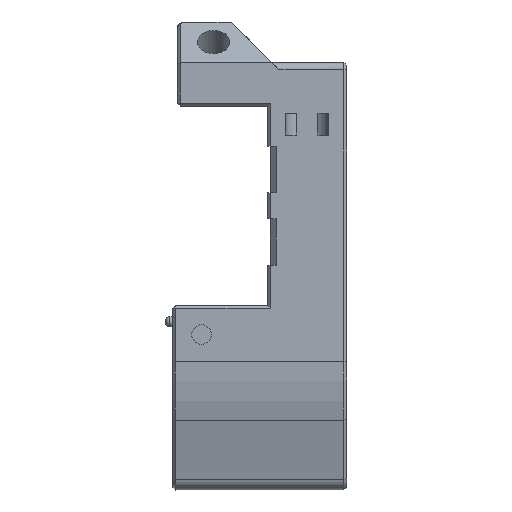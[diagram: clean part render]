
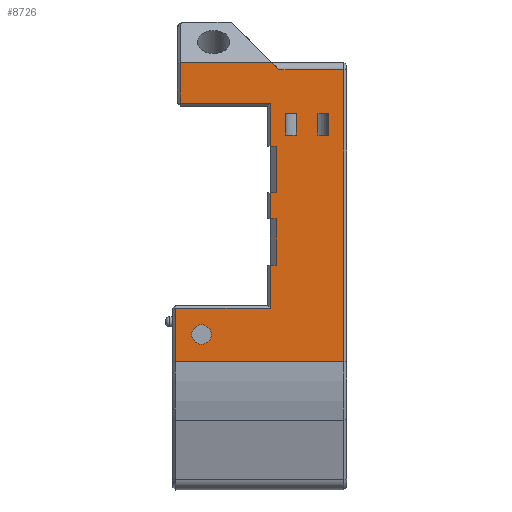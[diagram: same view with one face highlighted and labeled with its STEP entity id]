
A CAD part, left-side view. The second image highlights one B-rep face of the part: STEP entity #8726.
In plain terms, the highlighted planar face has unit normal (-1, 0, 0).
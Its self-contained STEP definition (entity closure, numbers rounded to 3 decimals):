
#184=FACE_BOUND('',#1246,.T.);
#185=FACE_BOUND('',#1247,.T.);
#186=FACE_BOUND('',#1248,.T.);
#343=CIRCLE('',#9361,1.35);
#745=FACE_OUTER_BOUND('',#1245,.T.);
#1245=EDGE_LOOP('',(#7187,#7188,#7189,#7190,#7191,#7192,#7193,#7194,#7195,
#7196,#7197,#7198,#7199,#7200,#7201,#7202,#7203,#7204));
#1246=EDGE_LOOP('',(#7205,#7206,#7207,#7208));
#1247=EDGE_LOOP('',(#7209,#7210,#7211,#7212));
#1248=EDGE_LOOP('',(#7213));
#1426=LINE('',#12122,#2429);
#1462=LINE('',#12369,#2465);
#1520=LINE('',#12506,#2523);
#1525=LINE('',#12515,#2528);
#1526=LINE('',#12518,#2529);
#1593=LINE('',#12800,#2596);
#1595=LINE('',#12806,#2598);
#1596=LINE('',#12810,#2599);
#1597=LINE('',#12814,#2600);
#1598=LINE('',#12817,#2601);
#1599=LINE('',#12820,#2602);
#1600=LINE('',#12823,#2603);
#1601=LINE('',#12825,#2604);
#1602=LINE('',#12826,#2605);
#1638=LINE('',#12939,#2641);
#1807=LINE('',#13276,#2810);
#1814=LINE('',#13285,#2817);
#1949=LINE('',#13653,#2952);
#1981=LINE('',#13718,#2984);
#2000=LINE('',#13754,#3003);
#2015=LINE('',#13793,#3018);
#2018=LINE('',#13798,#3021);
#2049=LINE('',#13901,#3052);
#2141=LINE('',#14310,#3144);
#2143=LINE('',#14317,#3146);
#2144=LINE('',#14318,#3147);
#2429=VECTOR('',#9617,10.);
#2465=VECTOR('',#9721,10.);
#2523=VECTOR('',#9831,10.);
#2528=VECTOR('',#9838,10.);
#2529=VECTOR('',#9841,10.);
#2596=VECTOR('',#10060,10.);
#2598=VECTOR('',#10066,10.);
#2599=VECTOR('',#10069,10.);
#2600=VECTOR('',#10074,10.);
#2601=VECTOR('',#10077,10.);
#2602=VECTOR('',#10080,10.);
#2603=VECTOR('',#10083,10.);
#2604=VECTOR('',#10086,10.);
#2605=VECTOR('',#10087,10.);
#2641=VECTOR('',#10203,10.);
#2810=VECTOR('',#10482,10.);
#2817=VECTOR('',#10493,10.);
#2952=VECTOR('',#10762,10.);
#2984=VECTOR('',#10798,10.);
#3003=VECTOR('',#10835,10.);
#3018=VECTOR('',#10882,10.);
#3021=VECTOR('',#10889,10.);
#3052=VECTOR('',#10948,10.);
#3144=VECTOR('',#11234,10.);
#3146=VECTOR('',#11242,10.);
#3147=VECTOR('',#11243,10.);
#3422=VERTEX_POINT('',#11990);
#3432=VERTEX_POINT('',#12120);
#3473=VERTEX_POINT('',#12359);
#3476=VERTEX_POINT('',#12367);
#3529=VERTEX_POINT('',#12505);
#3532=VERTEX_POINT('',#12513);
#3533=VERTEX_POINT('',#12517);
#3583=VERTEX_POINT('',#12804);
#3584=VERTEX_POINT('',#12805);
#3585=VERTEX_POINT('',#12807);
#3586=VERTEX_POINT('',#12809);
#3587=VERTEX_POINT('',#12813);
#3588=VERTEX_POINT('',#12815);
#3589=VERTEX_POINT('',#12819);
#3590=VERTEX_POINT('',#12821);
#3625=VERTEX_POINT('',#12935);
#3627=VERTEX_POINT('',#12938);
#3740=VERTEX_POINT('',#13275);
#3893=VERTEX_POINT('',#13650);
#3894=VERTEX_POINT('',#13652);
#3925=VERTEX_POINT('',#13716);
#3930=VERTEX_POINT('',#13736);
#3933=VERTEX_POINT('',#13752);
#3941=VERTEX_POINT('',#13792);
#3974=VERTEX_POINT('',#13900);
#4037=VERTEX_POINT('',#14312);
#4038=VERTEX_POINT('',#14316);
#4252=EDGE_CURVE('',#3432,#3422,#1426,.T.);
#4312=EDGE_CURVE('',#3476,#3473,#1462,.T.);
#4379=EDGE_CURVE('',#3529,#3432,#1520,.T.);
#4384=EDGE_CURVE('',#3532,#3529,#1525,.T.);
#4385=EDGE_CURVE('',#3422,#3533,#1526,.T.);
#4484=EDGE_CURVE('',#3533,#3476,#1593,.T.);
#4486=EDGE_CURVE('',#3583,#3584,#1595,.T.);
#4488=EDGE_CURVE('',#3585,#3586,#1596,.T.);
#4490=EDGE_CURVE('',#3584,#3587,#1597,.T.);
#4492=EDGE_CURVE('',#3588,#3585,#1598,.T.);
#4493=EDGE_CURVE('',#3587,#3589,#1599,.T.);
#4495=EDGE_CURVE('',#3590,#3588,#1600,.T.);
#4496=EDGE_CURVE('',#3589,#3583,#1601,.T.);
#4497=EDGE_CURVE('',#3586,#3590,#1602,.T.);
#4549=EDGE_CURVE('',#3627,#3625,#1638,.T.);
#4718=EDGE_CURVE('',#3740,#3627,#1807,.T.);
#4725=EDGE_CURVE('',#3532,#3740,#1814,.T.);
#4904=EDGE_CURVE('',#3894,#3893,#1949,.T.);
#4937=EDGE_CURVE('',#3925,#3625,#1981,.T.);
#4956=EDGE_CURVE('',#3933,#3930,#2000,.T.);
#4975=EDGE_CURVE('',#3930,#3941,#2015,.T.);
#4978=EDGE_CURVE('',#3941,#3893,#2018,.T.);
#5021=EDGE_CURVE('',#3473,#3974,#2049,.T.);
#5153=EDGE_CURVE('',#3974,#3933,#2141,.T.);
#5154=EDGE_CURVE('',#4037,#4037,#343,.T.);
#5156=EDGE_CURVE('',#3925,#4038,#2143,.T.);
#5157=EDGE_CURVE('',#4038,#3894,#2144,.T.);
#7187=ORIENTED_EDGE('',*,*,#4937,.F.);
#7188=ORIENTED_EDGE('',*,*,#5156,.T.);
#7189=ORIENTED_EDGE('',*,*,#5157,.T.);
#7190=ORIENTED_EDGE('',*,*,#4904,.T.);
#7191=ORIENTED_EDGE('',*,*,#4978,.F.);
#7192=ORIENTED_EDGE('',*,*,#4975,.F.);
#7193=ORIENTED_EDGE('',*,*,#4956,.F.);
#7194=ORIENTED_EDGE('',*,*,#5153,.F.);
#7195=ORIENTED_EDGE('',*,*,#5021,.F.);
#7196=ORIENTED_EDGE('',*,*,#4312,.F.);
#7197=ORIENTED_EDGE('',*,*,#4484,.F.);
#7198=ORIENTED_EDGE('',*,*,#4385,.F.);
#7199=ORIENTED_EDGE('',*,*,#4252,.F.);
#7200=ORIENTED_EDGE('',*,*,#4379,.F.);
#7201=ORIENTED_EDGE('',*,*,#4384,.F.);
#7202=ORIENTED_EDGE('',*,*,#4725,.T.);
#7203=ORIENTED_EDGE('',*,*,#4718,.T.);
#7204=ORIENTED_EDGE('',*,*,#4549,.T.);
#7205=ORIENTED_EDGE('',*,*,#4488,.F.);
#7206=ORIENTED_EDGE('',*,*,#4492,.F.);
#7207=ORIENTED_EDGE('',*,*,#4495,.F.);
#7208=ORIENTED_EDGE('',*,*,#4497,.F.);
#7209=ORIENTED_EDGE('',*,*,#4486,.F.);
#7210=ORIENTED_EDGE('',*,*,#4496,.F.);
#7211=ORIENTED_EDGE('',*,*,#4493,.F.);
#7212=ORIENTED_EDGE('',*,*,#4490,.F.);
#7213=ORIENTED_EDGE('',*,*,#5154,.T.);
#8284=PLANE('',#9362);
#8726=ADVANCED_FACE('',(#745,#184,#185,#186),#8284,.F.);
#9361=AXIS2_PLACEMENT_3D('',#14313,#11237,#11238);
#9362=AXIS2_PLACEMENT_3D('',#14315,#11240,#11241);
#9617=DIRECTION('',(0.,0.,1.));
#9721=DIRECTION('',(0.,-1.,0.));
#9831=DIRECTION('',(0.,1.,0.));
#9838=DIRECTION('',(0.,0.,1.));
#9841=DIRECTION('',(0.,-1.,0.));
#10060=DIRECTION('',(0.,-0.707,-0.707));
#10066=DIRECTION('',(0.,0.,-1.));
#10069=DIRECTION('',(0.,0.,1.));
#10074=DIRECTION('',(0.,-1.,0.));
#10077=DIRECTION('',(0.,-1.,0.));
#10080=DIRECTION('',(0.,0.,1.));
#10083=DIRECTION('',(0.,0.,-1.));
#10086=DIRECTION('',(0.,1.,0.));
#10087=DIRECTION('',(0.,1.,0.));
#10203=DIRECTION('',(0.,1.,0.));
#10482=DIRECTION('',(0.,0.,-1.));
#10493=DIRECTION('',(0.,-1.,0.));
#10762=DIRECTION('',(0.,1.,0.));
#10798=DIRECTION('',(0.,0.,1.));
#10835=DIRECTION('',(0.,0.,1.));
#10882=DIRECTION('',(0.,-1.,0.));
#10889=DIRECTION('',(0.,0.,1.));
#10948=DIRECTION('',(0.,0.,-1.));
#11234=DIRECTION('',(0.,1.,0.));
#11237=DIRECTION('center_axis',(1.,0.,0.));
#11238=DIRECTION('ref_axis',(0.,-1.,0.));
#11240=DIRECTION('center_axis',(1.,0.,0.));
#11241=DIRECTION('ref_axis',(0.,1.,0.));
#11242=DIRECTION('',(0.,-1.,0.));
#11243=DIRECTION('',(0.,0.,-1.));
#11990=CARTESIAN_POINT('',(105.099,172.088,131.45));
#12120=CARTESIAN_POINT('',(105.099,172.088,125.85));
#12122=CARTESIAN_POINT('',(105.099,172.088,118.601));
#12359=CARTESIAN_POINT('',(105.099,149.55,130.45));
#12367=CARTESIAN_POINT('',(105.099,158.488,130.45));
#12369=CARTESIAN_POINT('',(105.099,155.4,130.45));
#12505=CARTESIAN_POINT('',(105.099,159.658,125.85));
#12506=CARTESIAN_POINT('',(105.099,166.15,125.85));
#12513=CARTESIAN_POINT('',(105.099,159.658,119.9));
#12515=CARTESIAN_POINT('',(105.099,159.658,117.101));
#12517=CARTESIAN_POINT('',(105.099,159.488,131.45));
#12518=CARTESIAN_POINT('',(105.099,172.488,131.45));
#12800=CARTESIAN_POINT('',(105.099,154.229,126.191));
#12804=CARTESIAN_POINT('',(105.099,153.104,124.45));
#12805=CARTESIAN_POINT('',(105.099,153.104,121.45));
#12806=CARTESIAN_POINT('',(105.099,153.104,126.95));
#12807=CARTESIAN_POINT('',(105.099,156.104,121.45));
#12809=CARTESIAN_POINT('',(105.099,156.104,124.45));
#12810=CARTESIAN_POINT('',(105.099,156.104,126.95));
#12813=CARTESIAN_POINT('',(105.099,151.604,121.45));
#12814=CARTESIAN_POINT('',(105.099,156.377,121.45));
#12815=CARTESIAN_POINT('',(105.099,157.604,121.45));
#12817=CARTESIAN_POINT('',(105.099,156.377,121.45));
#12819=CARTESIAN_POINT('',(105.099,151.604,124.45));
#12820=CARTESIAN_POINT('',(105.099,151.604,122.95));
#12821=CARTESIAN_POINT('',(105.099,157.604,124.45));
#12823=CARTESIAN_POINT('',(105.099,157.604,122.95));
#12825=CARTESIAN_POINT('',(105.099,157.127,124.45));
#12826=CARTESIAN_POINT('',(105.099,157.127,124.45));
#12935=CARTESIAN_POINT('',(105.099,159.658,113.5));
#12938=CARTESIAN_POINT('',(105.099,158.858,113.5));
#12939=CARTESIAN_POINT('',(105.099,160.604,113.5));
#13275=CARTESIAN_POINT('',(105.099,158.858,119.9));
#13276=CARTESIAN_POINT('',(105.099,158.858,112.726));
#13285=CARTESIAN_POINT('',(105.099,160.604,119.9));
#13650=CARTESIAN_POINT('',(105.099,159.658,103.5));
#13652=CARTESIAN_POINT('',(105.099,158.858,103.5));
#13653=CARTESIAN_POINT('',(105.099,160.604,103.5));
#13716=CARTESIAN_POINT('',(105.099,159.658,109.9));
#13718=CARTESIAN_POINT('',(105.099,159.658,111.45));
#13736=CARTESIAN_POINT('',(105.099,172.75,97.55));
#13752=CARTESIAN_POINT('',(105.099,172.75,90.218));
#13754=CARTESIAN_POINT('',(105.099,172.75,102.851));
#13792=CARTESIAN_POINT('',(105.099,159.658,97.55));
#13793=CARTESIAN_POINT('',(105.099,160.604,97.55));
#13798=CARTESIAN_POINT('',(105.099,159.658,117.101));
#13900=CARTESIAN_POINT('',(105.099,149.55,90.218));
#13901=CARTESIAN_POINT('',(105.099,149.55,94.019));
#14310=CARTESIAN_POINT('',(105.099,155.15,90.218));
#14312=CARTESIAN_POINT('',(105.099,170.5,93.95));
#14313=CARTESIAN_POINT('Origin',(105.099,169.15,93.95));
#14315=CARTESIAN_POINT('Origin',(105.099,161.15,108.751));
#14316=CARTESIAN_POINT('',(105.099,158.858,109.9));
#14317=CARTESIAN_POINT('',(105.099,160.604,109.9));
#14318=CARTESIAN_POINT('',(105.099,158.858,107.726));
